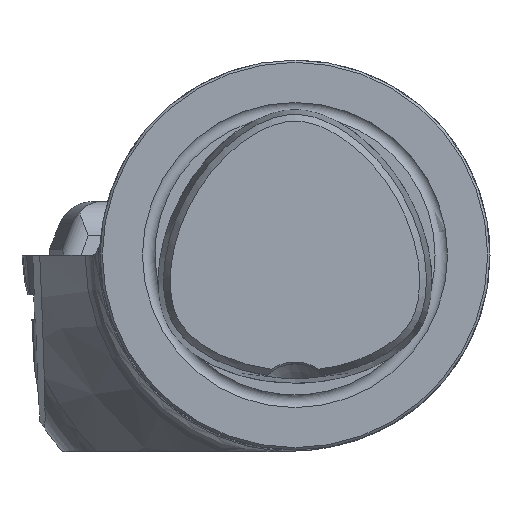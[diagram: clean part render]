
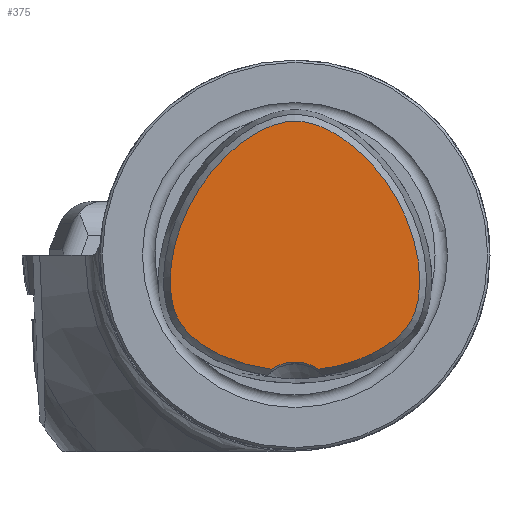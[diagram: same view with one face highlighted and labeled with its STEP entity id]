
A CAD part, top view. The second image highlights one B-rep face of the part: STEP entity #375.
In plain terms, the highlighted planar face has unit normal (0, 0, 1).
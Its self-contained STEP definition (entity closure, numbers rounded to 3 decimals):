
#253=B_SPLINE_CURVE_WITH_KNOTS('',3,(#4715,#4716,#4717,#4718,#4719,#4720,
#4721,#4722,#4723,#4724,#4725,#4726,#4727,#4728,#4729,#4730,#4731,#4732,
#4733,#4734,#4735,#4736,#4737,#4738,#4739,#4740,#4741,#4742,#4743,#4744,
#4745,#4746,#4747,#4748,#4749,#4750,#4751,#4752,#4753,#4754,#4755,#4756,
#4757,#4758,#4759,#4760,#4761,#4762,#4763,#4764,#4765,#4766,#4767,#4768,
#4769,#4770,#4771,#4772,#4773,#4774,#4775,#4776,#4777),.UNSPECIFIED.,.T.,
 .F.,(1,1,2,1,1,1,1,1,1,1,1,1,1,1,1,1,1,1,1,1,1,1,1,1,1,1,1,1,1,1,1,1,1,
1,1,1,1,1,1,1,1,1,1,1,1,1,1,1,1,1,1,1,1,1,1,1,1,1,1,1,1,1,2,1,1),(-0.063,
-0.031,0.,0.031,0.063,0.078,0.094,0.109,0.125,0.141,0.156,
0.164,0.172,0.18,0.188,0.203,0.219,0.234,0.25,0.266,
0.281,0.313,0.344,0.359,0.375,0.406,0.422,0.438,0.453,
0.469,0.484,0.492,0.5,0.508,0.516,0.531,0.547,0.563,
0.578,0.594,0.625,0.641,0.656,0.688,0.719,0.734,0.75,0.766,
0.781,0.797,0.813,0.82,0.828,0.836,0.844,0.859,0.875,
0.891,0.906,0.922,0.938,0.969,1.,1.031,1.063),
 .UNSPECIFIED.);
#375=ADVANCED_FACE('CU_E_LO_SU_2',(#608),#525,.T.);
#525=PLANE('',#3065);
#608=FACE_OUTER_BOUND('',#768,.T.);
#768=EDGE_LOOP('',(#1203,#1204));
#941=CIRCLE('',#3064,5.25);
#1203=ORIENTED_EDGE('',*,*,#2287,.F.);
#1204=ORIENTED_EDGE('',*,*,#2290,.T.);
#1984=VERTEX_POINT('',#4714);
#1985=VERTEX_POINT('',#4778);
#2287=EDGE_CURVE('',#1984,#1985,#253,.T.);
#2290=EDGE_CURVE('',#1984,#1985,#941,.T.);
#3064=AXIS2_PLACEMENT_3D('',#4983,#3447,#3448);
#3065=AXIS2_PLACEMENT_3D('',#4984,#3449,#3450);
#3447=DIRECTION('',(0.,0.,-1.));
#3448=DIRECTION('',(1.,0.,0.));
#3449=DIRECTION('',(0.,0.,1.));
#3450=DIRECTION('',(1.,0.,0.));
#4714=CARTESIAN_POINT('',(-3.002,-14.693,30.));
#4715=CARTESIAN_POINT('',(1.097,-14.873,30.));
#4716=CARTESIAN_POINT('',(-1.097,-14.873,30.));
#4717=CARTESIAN_POINT('',(-3.239,-14.735,30.));
#4718=CARTESIAN_POINT('',(-5.875,-14.208,30.));
#4719=CARTESIAN_POINT('',(-7.928,-13.56,30.));
#4720=CARTESIAN_POINT('',(-9.409,-12.964,30.));
#4721=CARTESIAN_POINT('',(-10.821,-12.249,30.));
#4722=CARTESIAN_POINT('',(-12.14,-11.413,30.));
#4723=CARTESIAN_POINT('',(-13.328,-10.454,30.));
#4724=CARTESIAN_POINT('',(-14.159,-9.558,30.));
#4725=CARTESIAN_POINT('',(-14.71,-8.766,30.));
#4726=CARTESIAN_POINT('',(-15.054,-8.145,30.));
#4727=CARTESIAN_POINT('',(-15.338,-7.487,30.));
#4728=CARTESIAN_POINT('',(-15.647,-6.546,30.));
#4729=CARTESIAN_POINT('',(-15.896,-5.318,30.));
#4730=CARTESIAN_POINT('',(-16.015,-3.771,30.));
#4731=CARTESIAN_POINT('',(-15.976,-2.194,30.));
#4732=CARTESIAN_POINT('',(-15.797,-0.612,30.));
#4733=CARTESIAN_POINT('',(-15.489,0.962,30.));
#4734=CARTESIAN_POINT('',(-14.92,3.043,30.));
#4735=CARTESIAN_POINT('',(-13.943,5.552,30.));
#4736=CARTESIAN_POINT('',(-12.645,7.917,30.));
#4737=CARTESIAN_POINT('',(-11.421,9.707,30.));
#4738=CARTESIAN_POINT('',(-10.084,11.411,30.));
#4739=CARTESIAN_POINT('',(-8.603,12.948,30.));
#4740=CARTESIAN_POINT('',(-6.949,14.314,30.));
#4741=CARTESIAN_POINT('',(-5.646,15.222,30.));
#4742=CARTESIAN_POINT('',(-4.281,15.997,30.));
#4743=CARTESIAN_POINT('',(-2.868,16.609,30.));
#4744=CARTESIAN_POINT('',(-1.676,16.946,30.));
#4745=CARTESIAN_POINT('',(-0.71,17.09,30.));
#4746=CARTESIAN_POINT('',(0.,17.126,30.));
#4747=CARTESIAN_POINT('',(0.71,17.09,30.));
#4748=CARTESIAN_POINT('',(1.676,16.946,30.));
#4749=CARTESIAN_POINT('',(2.868,16.609,30.));
#4750=CARTESIAN_POINT('',(4.281,15.997,30.));
#4751=CARTESIAN_POINT('',(5.646,15.222,30.));
#4752=CARTESIAN_POINT('',(6.949,14.314,30.));
#4753=CARTESIAN_POINT('',(8.603,12.948,30.));
#4754=CARTESIAN_POINT('',(10.084,11.411,30.));
#4755=CARTESIAN_POINT('',(11.421,9.707,30.));
#4756=CARTESIAN_POINT('',(12.645,7.917,30.));
#4757=CARTESIAN_POINT('',(13.943,5.552,30.));
#4758=CARTESIAN_POINT('',(14.92,3.043,30.));
#4759=CARTESIAN_POINT('',(15.489,0.962,30.));
#4760=CARTESIAN_POINT('',(15.797,-0.612,30.));
#4761=CARTESIAN_POINT('',(15.976,-2.194,30.));
#4762=CARTESIAN_POINT('',(16.015,-3.771,30.));
#4763=CARTESIAN_POINT('',(15.896,-5.318,30.));
#4764=CARTESIAN_POINT('',(15.647,-6.546,30.));
#4765=CARTESIAN_POINT('',(15.338,-7.487,30.));
#4766=CARTESIAN_POINT('',(15.054,-8.145,30.));
#4767=CARTESIAN_POINT('',(14.71,-8.766,30.));
#4768=CARTESIAN_POINT('',(14.159,-9.558,30.));
#4769=CARTESIAN_POINT('',(13.328,-10.454,30.));
#4770=CARTESIAN_POINT('',(12.14,-11.413,30.));
#4771=CARTESIAN_POINT('',(10.821,-12.249,30.));
#4772=CARTESIAN_POINT('',(9.409,-12.964,30.));
#4773=CARTESIAN_POINT('',(7.928,-13.56,30.));
#4774=CARTESIAN_POINT('',(5.875,-14.208,30.));
#4775=CARTESIAN_POINT('',(3.239,-14.735,30.));
#4776=CARTESIAN_POINT('',(1.097,-14.873,30.));
#4777=CARTESIAN_POINT('',(-1.097,-14.873,30.));
#4778=CARTESIAN_POINT('',(3.002,-14.693,30.));
#4983=CARTESIAN_POINT('',(0.,-19.,30.));
#4984=CARTESIAN_POINT('',(0.,0.,30.));
